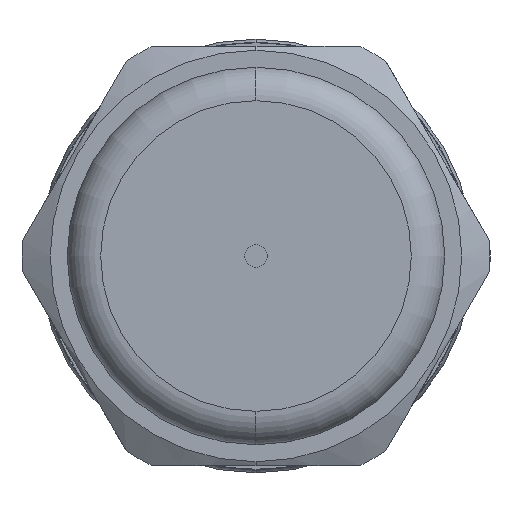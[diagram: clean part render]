
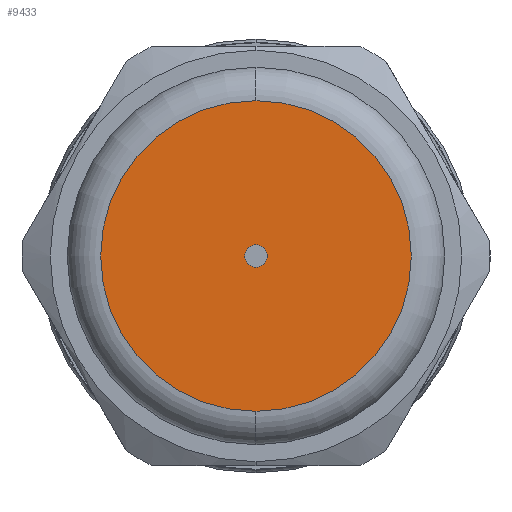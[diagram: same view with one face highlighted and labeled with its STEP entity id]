
A CAD part, left-side view. The second image highlights one B-rep face of the part: STEP entity #9433.
In plain terms, the highlighted planar face has unit normal (-1, 0, 0).
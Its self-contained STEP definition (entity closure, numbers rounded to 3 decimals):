
#433 = CIRCLE ( 'NONE', #11040, 8.23 ) ;
#1248 = CARTESIAN_POINT ( 'NONE',  ( -23., 0., 0. ) ) ;
#1249 = DIRECTION ( 'NONE',  ( 1., 0., 0. ) ) ;
#1250 = DIRECTION ( 'NONE',  ( 0., 0., -1. ) ) ;
#2817 = CARTESIAN_POINT ( 'NONE',  ( -23., 0., 0. ) ) ;
#2818 = DIRECTION ( 'NONE',  ( 1., 0., 0. ) ) ;
#2819 = DIRECTION ( 'NONE',  ( 0., 0., -1. ) ) ;
#2857 = CARTESIAN_POINT ( 'NONE',  ( -23., 0., 0. ) ) ;
#2858 = DIRECTION ( 'NONE',  ( 1., 0., 0. ) ) ;
#2859 = DIRECTION ( 'NONE',  ( 0., 0., -1. ) ) ;
#3327 = CARTESIAN_POINT ( 'NONE',  ( -23., 0., 0. ) ) ;
#3328 = DIRECTION ( 'NONE',  ( 1., 0., 0. ) ) ;
#3329 = DIRECTION ( 'NONE',  ( 0., 0., -1. ) ) ;
#4023 = EDGE_CURVE ( 'NONE', #6055, #6152, #4369, .T. ) ;
#4032 = EDGE_CURVE ( 'NONE', #10243, #10507, #4283, .T. ) ;
#4108 = EDGE_CURVE ( 'NONE', #10507, #10243, #4383, .T. ) ;
#4207 = EDGE_CURVE ( 'NONE', #6152, #6055, #433, .T. ) ;
#4283 = CIRCLE ( 'NONE', #11279, 0.6 ) ;
#4369 = CIRCLE ( 'NONE', #11286, 8.23 ) ;
#4383 = CIRCLE ( 'NONE', #11122, 0.6 ) ;
#5794 = EDGE_LOOP ( 'NONE', ( #10756, #10616 ) ) ;
#5993 = EDGE_LOOP ( 'NONE', ( #10998, #10894 ) ) ;
#6055 = VERTEX_POINT ( 'NONE', #6839 ) ;
#6152 = VERTEX_POINT ( 'NONE', #6934 ) ;
#6839 = CARTESIAN_POINT ( 'NONE',  ( -23., 0., 8.23 ) ) ;
#6934 = CARTESIAN_POINT ( 'NONE',  ( -23., 0., -8.23 ) ) ;
#7038 = CARTESIAN_POINT ( 'NONE',  ( -23., 0., -0.6 ) ) ;
#7045 = PLANE ( 'NONE',  #11212 ) ;
#7047 = DIRECTION ( 'NONE',  ( -1., 0., 0. ) ) ;
#7048 = DIRECTION ( 'NONE',  ( 0., 0., 1. ) ) ;
#9121 = CARTESIAN_POINT ( 'NONE',  ( -23., 0., -0.6 ) ) ;
#9181 = CARTESIAN_POINT ( 'NONE',  ( -23., 0., 0.6 ) ) ;
#9433 = ADVANCED_FACE ( 'NONE', ( #9993, #9997 ), #7045, .T. ) ;
#9993 = FACE_BOUND ( 'NONE', #5993, .T. ) ;
#9997 = FACE_OUTER_BOUND ( 'NONE', #5794, .T. ) ;
#10243 = VERTEX_POINT ( 'NONE', #9121 ) ;
#10507 = VERTEX_POINT ( 'NONE', #9181 ) ;
#10616 = ORIENTED_EDGE ( 'NONE', *, *, #4023, .F. ) ;
#10756 = ORIENTED_EDGE ( 'NONE', *, *, #4207, .F. ) ;
#10894 = ORIENTED_EDGE ( 'NONE', *, *, #4108, .T. ) ;
#10998 = ORIENTED_EDGE ( 'NONE', *, *, #4032, .T. ) ;
#11040 = AXIS2_PLACEMENT_3D ( 'NONE', #1248, #1249, #1250 ) ;
#11122 = AXIS2_PLACEMENT_3D ( 'NONE', #3327, #3328, #3329 ) ;
#11212 = AXIS2_PLACEMENT_3D ( 'NONE', #7038, #7047, #7048 ) ;
#11279 = AXIS2_PLACEMENT_3D ( 'NONE', #2857, #2858, #2859 ) ;
#11286 = AXIS2_PLACEMENT_3D ( 'NONE', #2817, #2818, #2819 ) ;
